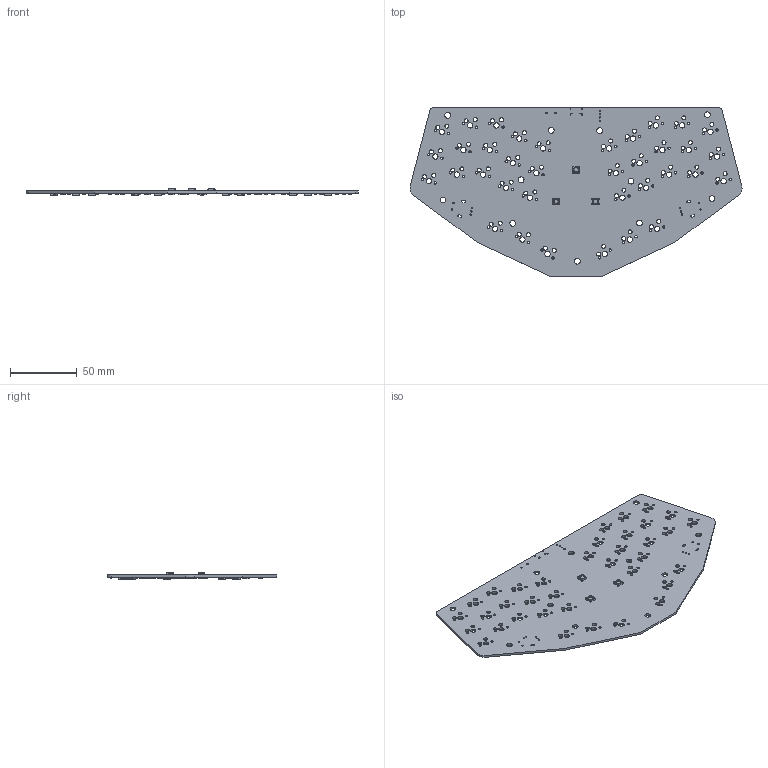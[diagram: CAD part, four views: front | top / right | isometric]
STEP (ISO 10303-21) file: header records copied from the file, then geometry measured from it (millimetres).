
FILE_DESCRIPTION(('KiCad electronic assembly'),'2;1');
FILE_NAME('euclid36.step','2021-04-22T17:17:39',('An Author'),( 'A Company'),'Open CASCADE STEP processor 6.9', 'KiCad to STEP converter','Unknown');
FILE_SCHEMA(('AUTOMOTIVE_DESIGN { 1 0 10303 214 1 1 1 1 }'));
Length unit declared in the file: millimetre
Products named in the file (14): Open CASCADE STEP translator 6.9 1; D_SOD-123; SOLID; Crystal_SMD_3225-4Pin_3.2x2.5mm; SOT-23-6; R_0805_2012Metric; C_0805_2012Metric; LED_WS2812B_PLCC4_5.0x5.0mm_P3.2mm; COMPOUND
Assembly tree (77 placements, depth 3):
  Open CASCADE STEP translator 6.9 1
    D_SOD-123  x38
      SOLID
    Crystal_SMD_3225-4Pin_3.2x2.5mm
      SOLID
    SOT-23-6
      SOLID
    R_0805_2012Metric  x8
      SOLID
    C_0805_2012Metric  x9
      SOLID
    LED_WS2812B_PLCC4_5.0x5.0mm_P3.2mm  x13
      SOLID
    COMPOUND
Bounding box: 248.12 x 127 x 4.9 mm (x, y, z)
Volume: 38075 mm3; surface area: 52780.3 mm2
Topology: 71 solids, 71 shells, 4297 faces, 10882 edges, 6746 vertices
Faces by surface type: plane 2239, cylinder 1027, bspline 1018, cone 13
Full cylindrical faces by diameter (mm): 0.65 x2, 0.813 x4, 1 x10, 1.3 x2, 1.75 x72, 3 x72, 3.333 x13, 3.988 x36, 4.3 x11
Entity records: 44804 total; most frequent: CARTESIAN_POINT 7692, DIRECTION 6549, LINE 3514, VECTOR 3514, ORIENTED_EDGE 3292, PCURVE 3292, DEFINITIONAL_REPRESENTATION 3292, EDGE_CURVE 1646
